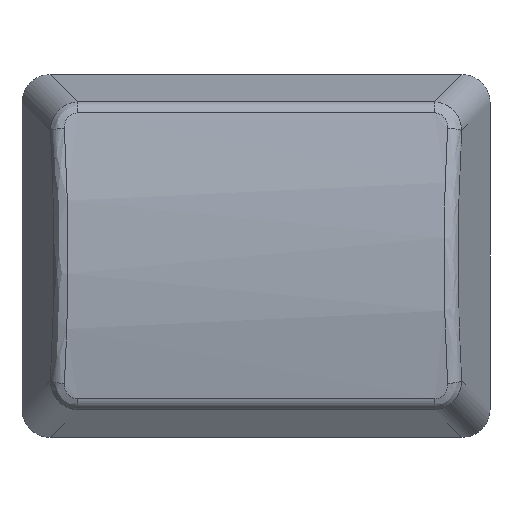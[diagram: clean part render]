
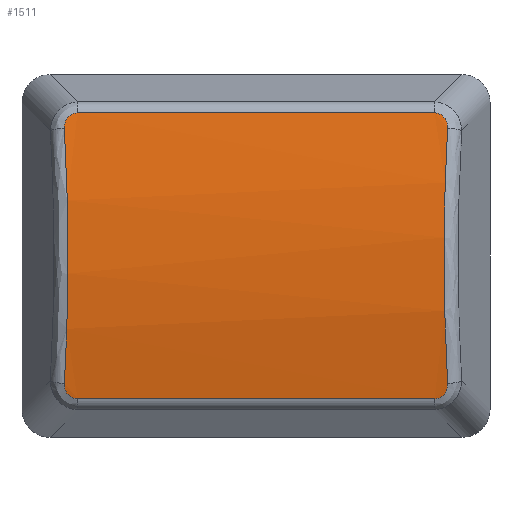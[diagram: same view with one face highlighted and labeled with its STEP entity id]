
A CAD part, top view. The second image highlights one B-rep face of the part: STEP entity #1511.
In plain terms, the highlighted free-form (B-spline) face has degree [3, 1] with [4, 2] control points.
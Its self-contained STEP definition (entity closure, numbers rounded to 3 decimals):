
#1367=CARTESIAN_POINT('',(-28.441,-219.608,1.845));
#1368=CARTESIAN_POINT('',(-12.059,-219.608,1.845));
#1369=CARTESIAN_POINT('',(-28.441,-215.536,2.718));
#1370=CARTESIAN_POINT('',(-12.059,-215.536,2.718));
#1371=CARTESIAN_POINT('',(-28.441,-211.464,2.718));
#1372=CARTESIAN_POINT('',(-12.059,-211.464,2.718));
#1373=CARTESIAN_POINT('',(-28.441,-207.392,1.845));
#1374=CARTESIAN_POINT('',(-12.059,-207.392,1.845));
#1375=B_SPLINE_SURFACE_WITH_KNOTS('',3,1,((#1367,#1368),(#1369,#1370),(#1371,#1372),(#1373,#1374)),.UNSPECIFIED.,.F.,.F.,.U.,(4,4),(2,2),(0.095,0.905),(0.272,0.728),.UNSPECIFIED.);
#1376=CARTESIAN_POINT('',(-27.879,-207.392,1.845));
#1377=VERTEX_POINT('',#1376);
#1378=CARTESIAN_POINT('',(-28.438,-208.043,1.978));
#1379=VERTEX_POINT('',#1378);
#1380=CARTESIAN_POINT('',(-27.879,-207.392,1.845));
#1381=CARTESIAN_POINT('',(-27.96,-207.392,1.845));
#1382=CARTESIAN_POINT('',(-28.041,-207.409,1.849));
#1383=CARTESIAN_POINT('',(-28.114,-207.443,1.856));
#1384=CARTESIAN_POINT('',(-28.15,-207.46,1.86));
#1385=CARTESIAN_POINT('',(-28.185,-207.482,1.865));
#1386=CARTESIAN_POINT('',(-28.217,-207.506,1.87));
#1387=CARTESIAN_POINT('',(-28.248,-207.531,1.875));
#1388=CARTESIAN_POINT('',(-28.277,-207.559,1.881));
#1389=CARTESIAN_POINT('',(-28.302,-207.591,1.887));
#1390=CARTESIAN_POINT('',(-28.353,-207.653,1.9));
#1391=CARTESIAN_POINT('',(-28.39,-207.725,1.915));
#1392=CARTESIAN_POINT('',(-28.412,-207.803,1.931));
#1393=CARTESIAN_POINT('',(-28.435,-207.881,1.946));
#1394=CARTESIAN_POINT('',(-28.443,-207.961,1.962));
#1395=CARTESIAN_POINT('',(-28.438,-208.043,1.978));
#1396=B_SPLINE_CURVE_WITH_KNOTS('',3,(#1380,#1381,#1382,#1383,#1384,#1385,#1386,#1387,#1388,#1389,#1390,#1391,#1392,#1393,#1394,#1395),.UNSPECIFIED.,.F.,.F.,(4,3,3,3,3,4),(0.,0.,0.,0.,0.001,0.001),.UNSPECIFIED.);
#1397=EDGE_CURVE('',#1377,#1379,#1396,.T.);
#1398=ORIENTED_EDGE('',*,*,#1397,.T.);
#1399=CARTESIAN_POINT('',(-28.438,-218.957,1.978));
#1400=VERTEX_POINT('',#1399);
#1401=CARTESIAN_POINT('',(-28.438,-208.043,1.978));
#1402=CARTESIAN_POINT('',(-28.337,-209.844,2.322));
#1403=CARTESIAN_POINT('',(-28.285,-211.66,2.499));
#1404=CARTESIAN_POINT('',(-28.285,-213.489,2.5));
#1405=CARTESIAN_POINT('',(-28.285,-214.404,2.5));
#1406=CARTESIAN_POINT('',(-28.298,-215.325,2.456));
#1407=CARTESIAN_POINT('',(-28.324,-216.238,2.369));
#1408=CARTESIAN_POINT('',(-28.349,-217.15,2.281));
#1409=CARTESIAN_POINT('',(-28.388,-218.057,2.15));
#1410=CARTESIAN_POINT('',(-28.438,-218.957,1.978));
#1411=B_SPLINE_CURVE_WITH_KNOTS('',3,(#1401,#1402,#1403,#1404,#1405,#1406,#1407,#1408,#1409,#1410),.UNSPECIFIED.,.F.,.F.,(4,3,3,4),(0.,0.005,0.008,0.011),.UNSPECIFIED.);
#1412=EDGE_CURVE('',#1379,#1400,#1411,.T.);
#1413=ORIENTED_EDGE('',*,*,#1412,.T.);
#1414=CARTESIAN_POINT('',(-27.879,-219.608,1.845));
#1415=VERTEX_POINT('',#1414);
#1416=CARTESIAN_POINT('',(-28.438,-218.957,1.978));
#1417=CARTESIAN_POINT('',(-28.443,-219.038,1.962));
#1418=CARTESIAN_POINT('',(-28.435,-219.119,1.946));
#1419=CARTESIAN_POINT('',(-28.412,-219.197,1.931));
#1420=CARTESIAN_POINT('',(-28.401,-219.236,1.923));
#1421=CARTESIAN_POINT('',(-28.386,-219.273,1.915));
#1422=CARTESIAN_POINT('',(-28.368,-219.309,1.908));
#1423=CARTESIAN_POINT('',(-28.349,-219.345,1.901));
#1424=CARTESIAN_POINT('',(-28.327,-219.379,1.894));
#1425=CARTESIAN_POINT('',(-28.301,-219.41,1.887));
#1426=CARTESIAN_POINT('',(-28.251,-219.472,1.874));
#1427=CARTESIAN_POINT('',(-28.186,-219.523,1.864));
#1428=CARTESIAN_POINT('',(-28.113,-219.557,1.856));
#1429=CARTESIAN_POINT('',(-28.076,-219.574,1.853));
#1430=CARTESIAN_POINT('',(-28.038,-219.587,1.85));
#1431=CARTESIAN_POINT('',(-27.998,-219.596,1.848));
#1432=CARTESIAN_POINT('',(-27.959,-219.604,1.846));
#1433=CARTESIAN_POINT('',(-27.919,-219.608,1.845));
#1434=CARTESIAN_POINT('',(-27.879,-219.608,1.845));
#1435=B_SPLINE_CURVE_WITH_KNOTS('',3,(#1416,#1417,#1418,#1419,#1420,#1421,#1422,#1423,#1424,#1425,#1426,#1427,#1428,#1429,#1430,#1431,#1432,#1433,#1434),.UNSPECIFIED.,.F.,.F.,(4,3,3,3,3,3,4),(0.,0.,0.,0.,0.001,0.001,0.001),.UNSPECIFIED.);
#1436=EDGE_CURVE('',#1400,#1415,#1435,.T.);
#1437=ORIENTED_EDGE('',*,*,#1436,.T.);
#1438=CARTESIAN_POINT('',(-12.621,-219.608,1.845));
#1439=VERTEX_POINT('',#1438);
#1440=CARTESIAN_POINT('',(-27.879,-219.608,1.845));
#1441=DIRECTION('',(1.,0.,-0.));
#1442=VECTOR('',#1441,15.257);
#1443=LINE('',#1440,#1442);
#1444=EDGE_CURVE('',#1415,#1439,#1443,.T.);
#1445=ORIENTED_EDGE('',*,*,#1444,.T.);
#1446=CARTESIAN_POINT('',(-12.062,-218.957,1.978));
#1447=VERTEX_POINT('',#1446);
#1448=CARTESIAN_POINT('',(-12.621,-219.608,1.845));
#1449=CARTESIAN_POINT('',(-12.54,-219.608,1.845));
#1450=CARTESIAN_POINT('',(-12.459,-219.591,1.849));
#1451=CARTESIAN_POINT('',(-12.386,-219.557,1.856));
#1452=CARTESIAN_POINT('',(-12.35,-219.54,1.86));
#1453=CARTESIAN_POINT('',(-12.315,-219.518,1.865));
#1454=CARTESIAN_POINT('',(-12.283,-219.494,1.87));
#1455=CARTESIAN_POINT('',(-12.252,-219.469,1.875));
#1456=CARTESIAN_POINT('',(-12.223,-219.441,1.881));
#1457=CARTESIAN_POINT('',(-12.198,-219.409,1.887));
#1458=CARTESIAN_POINT('',(-12.147,-219.347,1.9));
#1459=CARTESIAN_POINT('',(-12.11,-219.275,1.915));
#1460=CARTESIAN_POINT('',(-12.088,-219.197,1.931));
#1461=CARTESIAN_POINT('',(-12.065,-219.119,1.946));
#1462=CARTESIAN_POINT('',(-12.057,-219.039,1.962));
#1463=CARTESIAN_POINT('',(-12.062,-218.957,1.978));
#1464=B_SPLINE_CURVE_WITH_KNOTS('',3,(#1448,#1449,#1450,#1451,#1452,#1453,#1454,#1455,#1456,#1457,#1458,#1459,#1460,#1461,#1462,#1463),.UNSPECIFIED.,.F.,.F.,(4,3,3,3,3,4),(0.,0.,0.,0.,0.001,0.001),.UNSPECIFIED.);
#1465=EDGE_CURVE('',#1439,#1447,#1464,.T.);
#1466=ORIENTED_EDGE('',*,*,#1465,.T.);
#1467=CARTESIAN_POINT('',(-12.062,-208.043,1.978));
#1468=VERTEX_POINT('',#1467);
#1469=CARTESIAN_POINT('',(-12.062,-218.957,1.978));
#1470=CARTESIAN_POINT('',(-12.112,-218.057,2.15));
#1471=CARTESIAN_POINT('',(-12.151,-217.15,2.281));
#1472=CARTESIAN_POINT('',(-12.176,-216.238,2.369));
#1473=CARTESIAN_POINT('',(-12.202,-215.325,2.456));
#1474=CARTESIAN_POINT('',(-12.215,-214.404,2.5));
#1475=CARTESIAN_POINT('',(-12.215,-213.489,2.5));
#1476=CARTESIAN_POINT('',(-12.215,-211.66,2.499));
#1477=CARTESIAN_POINT('',(-12.163,-209.844,2.322));
#1478=CARTESIAN_POINT('',(-12.062,-208.043,1.978));
#1479=B_SPLINE_CURVE_WITH_KNOTS('',3,(#1469,#1470,#1471,#1472,#1473,#1474,#1475,#1476,#1477,#1478),.UNSPECIFIED.,.F.,.F.,(4,3,3,4),(0.,0.003,0.005,0.011),.UNSPECIFIED.);
#1480=EDGE_CURVE('',#1447,#1468,#1479,.T.);
#1481=ORIENTED_EDGE('',*,*,#1480,.T.);
#1482=CARTESIAN_POINT('',(-12.621,-207.392,1.845));
#1483=VERTEX_POINT('',#1482);
#1484=CARTESIAN_POINT('',(-12.062,-208.043,1.978));
#1485=CARTESIAN_POINT('',(-12.057,-207.961,1.962));
#1486=CARTESIAN_POINT('',(-12.065,-207.881,1.946));
#1487=CARTESIAN_POINT('',(-12.088,-207.803,1.931));
#1488=CARTESIAN_POINT('',(-12.11,-207.725,1.915));
#1489=CARTESIAN_POINT('',(-12.147,-207.653,1.9));
#1490=CARTESIAN_POINT('',(-12.198,-207.591,1.887));
#1491=CARTESIAN_POINT('',(-12.223,-207.559,1.881));
#1492=CARTESIAN_POINT('',(-12.252,-207.531,1.875));
#1493=CARTESIAN_POINT('',(-12.283,-207.506,1.87));
#1494=CARTESIAN_POINT('',(-12.315,-207.482,1.865));
#1495=CARTESIAN_POINT('',(-12.35,-207.46,1.86));
#1496=CARTESIAN_POINT('',(-12.386,-207.443,1.856));
#1497=CARTESIAN_POINT('',(-12.459,-207.409,1.849));
#1498=CARTESIAN_POINT('',(-12.54,-207.392,1.845));
#1499=CARTESIAN_POINT('',(-12.621,-207.392,1.845));
#1500=B_SPLINE_CURVE_WITH_KNOTS('',3,(#1484,#1485,#1486,#1487,#1488,#1489,#1490,#1491,#1492,#1493,#1494,#1495,#1496,#1497,#1498,#1499),.UNSPECIFIED.,.F.,.F.,(4,3,3,3,3,4),(0.,0.,0.,0.001,0.001,0.001),.UNSPECIFIED.);
#1501=EDGE_CURVE('',#1468,#1483,#1500,.T.);
#1502=ORIENTED_EDGE('',*,*,#1501,.T.);
#1503=CARTESIAN_POINT('',(-12.621,-207.392,1.845));
#1504=DIRECTION('',(-1.,-0.,0.));
#1505=VECTOR('',#1504,15.257);
#1506=LINE('',#1503,#1505);
#1507=EDGE_CURVE('',#1483,#1377,#1506,.T.);
#1508=ORIENTED_EDGE('',*,*,#1507,.T.);
#1509=EDGE_LOOP('',(#1398,#1413,#1437,#1445,#1466,#1481,#1502,#1508));
#1510=FACE_BOUND('',#1509,.T.);
#1511=ADVANCED_FACE('',(#1510),#1375,.F.);
